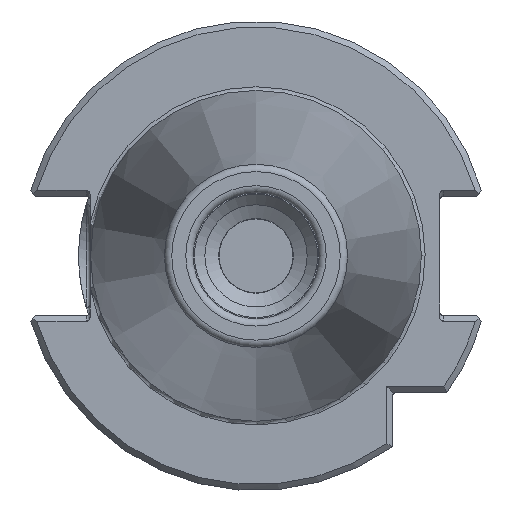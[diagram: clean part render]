
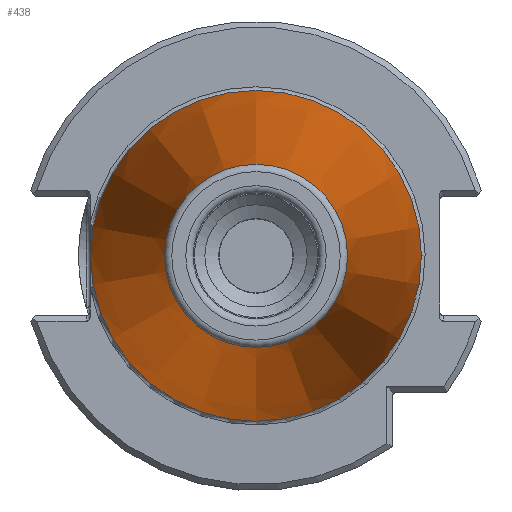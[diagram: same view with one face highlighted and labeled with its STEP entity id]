
A CAD part, left-side view. The second image highlights one B-rep face of the part: STEP entity #438.
In plain terms, the highlighted conical face has half-angle 8.297 degrees and reference radius 22.395 mm.
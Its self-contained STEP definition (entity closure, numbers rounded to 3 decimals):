
#438 = ADVANCED_FACE( '', ( #1044, #1045 ), #1046, .T. );
#1044 = FACE_BOUND( '', #2121, .T. );
#1045 = FACE_OUTER_BOUND( '', #2122, .T. );
#1046 = CONICAL_SURFACE( '', #2123, 22.395, 0.145 );
#2121 = EDGE_LOOP( '', ( #3458 ) );
#2122 = EDGE_LOOP( '', ( #3459 ) );
#2123 = AXIS2_PLACEMENT_3D( '', #3460, #3461, #3462 );
#3458 = ORIENTED_EDGE( '', *, *, #5237, .F. );
#3459 = ORIENTED_EDGE( '', *, *, #5262, .T. );
#3460 = CARTESIAN_POINT( '', ( 1.163, 0., 0. ) );
#3461 = DIRECTION( '', ( 1., 0., 0. ) );
#3462 = DIRECTION( '', ( 0., 0., -1. ) );
#5237 = EDGE_CURVE( '', #6309, #6309, #6310, .T. );
#5262 = EDGE_CURVE( '', #6344, #6344, #6345, .T. );
#6309 = VERTEX_POINT( '', #8210 );
#6310 = CIRCLE( '', #8211, 12.397 );
#6344 = VERTEX_POINT( '', #8267 );
#6345 = CIRCLE( '', #8268, 22.395 );
#8210 = CARTESIAN_POINT( '', ( -67.394, 0., 12.397 ) );
#8211 = AXIS2_PLACEMENT_3D( '', #9669, #9670, #9671 );
#8267 = CARTESIAN_POINT( '', ( 1.163, 0., 22.395 ) );
#8268 = AXIS2_PLACEMENT_3D( '', #9694, #9695, #9696 );
#9669 = CARTESIAN_POINT( '', ( -67.394, 0., 0. ) );
#9670 = DIRECTION( '', ( -1., 0., 0. ) );
#9671 = DIRECTION( '', ( 0., 0., 1. ) );
#9694 = CARTESIAN_POINT( '', ( 1.163, 0., 0. ) );
#9695 = DIRECTION( '', ( -1., 0., 0. ) );
#9696 = DIRECTION( '', ( 0., 0., 1. ) );
